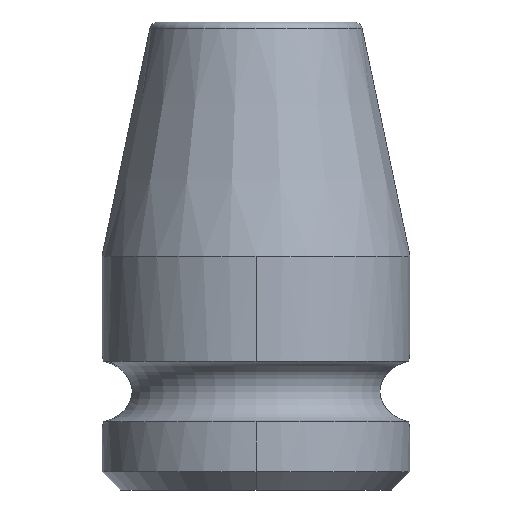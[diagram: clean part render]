
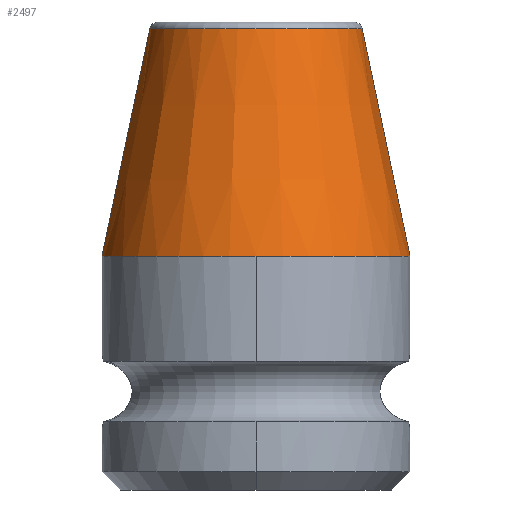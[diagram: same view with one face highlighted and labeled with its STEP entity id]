
A CAD part, left-side view. The second image highlights one B-rep face of the part: STEP entity #2497.
In plain terms, the highlighted conical face has half-angle 11.889 degrees and reference radius 10.559 mm.
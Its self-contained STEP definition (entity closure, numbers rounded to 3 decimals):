
#174=CARTESIAN_POINT('',(0.,0.,19.));
#175=DIRECTION('',(0.,0.,1.));
#176=DIRECTION('',(0.,1.,0.));
#177=AXIS2_PLACEMENT_3D('',#174,#175,#176);
#340=CARTESIAN_POINT('',(0.,0.,19.));
#341=DIRECTION('',(0.,0.,1.));
#342=DIRECTION('',(-1.,0.,0.));
#343=AXIS2_PLACEMENT_3D('',#340,#341,#342);
#1114=DIRECTION('',(0.,0.206,-0.979));
#1115=VECTOR('',#1114,18.849);
#1116=CARTESIAN_POINT('',(0.,8.617,
37.444));
#1117=LINE('',#1116,#1115);
#1118=DIRECTION('',(0.,-0.206,-0.979));
#1119=VECTOR('',#1118,18.849);
#1120=CARTESIAN_POINT('',(0.,-8.617,
37.444));
#1121=LINE('',#1120,#1119);
#1122=CARTESIAN_POINT('',(0.,0.,37.444));
#1123=DIRECTION('',(0.,0.,1.));
#1124=DIRECTION('',(0.,1.,0.));
#1125=AXIS2_PLACEMENT_3D('',#1122,#1123,#1124);
#1353=CARTESIAN_POINT('',(0.,12.5,19.));
#1354=CARTESIAN_POINT('',(-12.5,0.,19.));
#1355=VERTEX_POINT('',#1353);
#1356=VERTEX_POINT('',#1354);
#1357=CARTESIAN_POINT('',(0.,-12.5,19.));
#1358=VERTEX_POINT('',#1357);
#1365=CARTESIAN_POINT('',(0.,8.617,37.444));
#1366=CARTESIAN_POINT('',(0.,-8.617,37.444));
#1367=VERTEX_POINT('',#1365);
#1368=VERTEX_POINT('',#1366);
#2485=CARTESIAN_POINT('',(0.,0.,28.222));
#2486=DIRECTION('',(0.,0.,-1.));
#2487=DIRECTION('',(0.,-1.,0.));
#2488=AXIS2_PLACEMENT_3D('',#2485,#2486,#2487);
#2489=CONICAL_SURFACE('',#2488,10.559,11.889);
#2490=ORIENTED_EDGE('',*,*,#2450,.T.);
#2491=ORIENTED_EDGE('',*,*,#2480,.T.);
#2492=ORIENTED_EDGE('',*,*,#1708,.F.);
#2493=ORIENTED_EDGE('',*,*,#1641,.F.);
#2494=ORIENTED_EDGE('',*,*,#2476,.F.);
#2495=EDGE_LOOP('',(#2490,#2491,#2492,#2493,#2494));
#2496=FACE_OUTER_BOUND('',#2495,.F.);
#2497=ADVANCED_FACE('',(#2496),#2489,.T.);
#178=CIRCLE('',#177,12.5);
#344=CIRCLE('',#343,12.5);
#1126=CIRCLE('',#1125,8.617);
#1641=EDGE_CURVE('',#1355,#1356,#178,.T.);
#1708=EDGE_CURVE('',#1356,#1358,#344,.T.);
#2450=EDGE_CURVE('',#1367,#1368,#1126,.T.);
#2476=EDGE_CURVE('',#1367,#1355,#1117,.T.);
#2480=EDGE_CURVE('',#1368,#1358,#1121,.T.);
